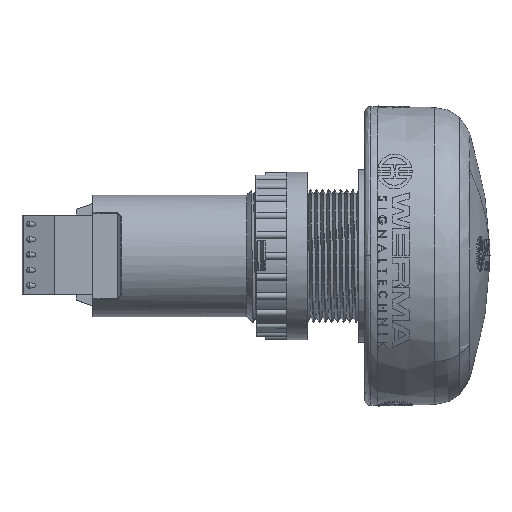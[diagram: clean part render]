
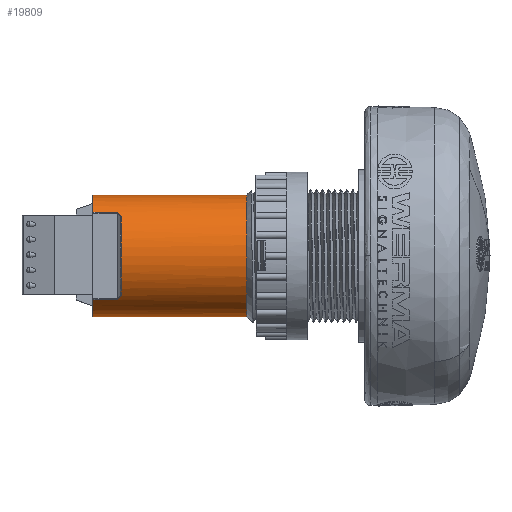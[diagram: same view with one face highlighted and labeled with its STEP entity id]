
A CAD part, top view. The second image highlights one B-rep face of the part: STEP entity #19809.
In plain terms, the highlighted cylindrical face has radius 10.1 mm (diameter 20.2 mm), a partial arc.
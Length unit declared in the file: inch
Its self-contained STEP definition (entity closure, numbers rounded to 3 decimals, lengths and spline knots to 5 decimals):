
#1898 = DIRECTION ( 'NONE',  ( 0., 1., 0. ) ) ;
#2184 = CARTESIAN_POINT ( 'NONE',  ( -0.74311, -0.25876, 0.30193 ) ) ;
#2453 = CARTESIAN_POINT ( 'NONE',  ( -0.42618, 0.28515, 0.27714 ) ) ;
#3928 = CARTESIAN_POINT ( 'NONE',  ( -0.7588, -0.27661, 0.28592 ) ) ;
#4037 = EDGE_CURVE ( 'NONE', #49289, #46488, #26102, .T. ) ;
#4195 = DIRECTION ( 'NONE',  ( 0., 1., 0. ) ) ;
#4925 = CARTESIAN_POINT ( 'NONE',  ( -0.92815, 0., 0. ) ) ;
#5940 = LINE ( 'NONE', #51268, #34608 ) ;
#6059 = CARTESIAN_POINT ( 'NONE',  ( -0.92815, 0., 0. ) ) ;
#6797 = CARTESIAN_POINT ( 'NONE',  ( -0.74311, 0., 0.39764 ) ) ;
#6983 = DIRECTION ( 'NONE',  ( 1., 0., 0. ) ) ;
#7414 = VERTEX_POINT ( 'NONE', #12105 ) ;
#7654 = CARTESIAN_POINT ( 'NONE',  ( 0.07579, 0., 0. ) ) ;
#8872 = VERTEX_POINT ( 'NONE', #2184 ) ;
#10196 = CARTESIAN_POINT ( 'NONE',  ( -0.7588, 0.27661, 0.28592 ) ) ;
#10731 = EDGE_CURVE ( 'NONE', #33979, #8872, #26442, .T. ) ;
#10809 = EDGE_CURVE ( 'NONE', #8872, #26996, #28188, .T. ) ;
#10906 = ORIENTED_EDGE ( 'NONE', *, *, #4037, .F. ) ;
#10913 = EDGE_CURVE ( 'NONE', #45119, #33979, #55681, .T. ) ;
#11215 = CARTESIAN_POINT ( 'NONE',  ( -0.76741, 0.28515, 0.27714 ) ) ;
#11706 = EDGE_LOOP ( 'NONE', ( #53014, #53084, #37523, #10906, #22538, #38932, #56298, #21765, #13642, #16877, #39348 ) ) ;
#12105 = CARTESIAN_POINT ( 'NONE',  ( 0.07579, -0.39764, 0. ) ) ;
#12677 = CARTESIAN_POINT ( 'NONE',  ( -0.74311, 0., 0. ) ) ;
#13135 = VERTEX_POINT ( 'NONE', #31255 ) ;
#13234 = CARTESIAN_POINT ( 'NONE',  ( -0.74311, 0.25876, 0.30193 ) ) ;
#13642 = ORIENTED_EDGE ( 'NONE', *, *, #10731, .T. ) ;
#15146 = CARTESIAN_POINT ( 'NONE',  ( -0.7507, 0.26779, 0.29419 ) ) ;
#16444 = DIRECTION ( 'NONE',  ( 1., 0., 0. ) ) ;
#16877 = ORIENTED_EDGE ( 'NONE', *, *, #10809, .T. ) ;
#16998 = EDGE_CURVE ( 'NONE', #47300, #13135, #39741, .T. ) ;
#17033 = DIRECTION ( 'NONE',  ( 0., 1., 0. ) ) ;
#17598 = DIRECTION ( 'NONE',  ( 1., 0., 0. ) ) ;
#18984 = CARTESIAN_POINT ( 'NONE',  ( -0.76741, 0.28515, 0.27714 ) ) ;
#19771 = DIRECTION ( 'NONE',  ( 1., 0., 0. ) ) ;
#19809 = ADVANCED_FACE ( 'NONE', ( #49672 ), #39489, .T. ) ;
#20600 = AXIS2_PLACEMENT_3D ( 'NONE', #7654, #55581, #29568 ) ;
#21131 = CARTESIAN_POINT ( 'NONE',  ( -0.42618, 0., 0. ) ) ;
#21245 = CARTESIAN_POINT ( 'NONE',  ( -0.74311, -0.25876, 0.30193 ) ) ;
#21571 = CARTESIAN_POINT ( 'NONE',  ( -0.76741, -0.28515, 0.27714 ) ) ;
#21765 = ORIENTED_EDGE ( 'NONE', *, *, #10913, .T. ) ;
#22538 = ORIENTED_EDGE ( 'NONE', *, *, #55047, .T. ) ;
#22569 = AXIS2_PLACEMENT_3D ( 'NONE', #6059, #27983, #1898 ) ;
#22941 = VERTEX_POINT ( 'NONE', #11215 ) ;
#23656 = CARTESIAN_POINT ( 'NONE',  ( -0.92815, 0.39764, 0. ) ) ;
#23921 = DIRECTION ( 'NONE',  ( 0., 1., 0. ) ) ;
#25004 = CARTESIAN_POINT ( 'NONE',  ( -0.42618, 0.39764, 0. ) ) ;
#25044 = CARTESIAN_POINT ( 'NONE',  ( -0.42618, -0.39764, 0. ) ) ;
#26102 = LINE ( 'NONE', #25004, #47175 ) ;
#26442 = CIRCLE ( 'NONE', #48736, 0.39764 ) ;
#26511 = CARTESIAN_POINT ( 'NONE',  ( 0.07579, 0.39764, 0. ) ) ;
#26996 = VERTEX_POINT ( 'NONE', #21571 ) ;
#27983 = DIRECTION ( 'NONE',  ( 1., 0., 0. ) ) ;
#28188 = B_SPLINE_CURVE_WITH_KNOTS ( 'NONE', 3,
 ( #21245, #41640, #3928, #38398 ),
 .UNSPECIFIED., .F., .F.,
 ( 4, 4 ),
 ( 0., 1. ),
 .UNSPECIFIED. ) ;
#29568 = DIRECTION ( 'NONE',  ( 0., 1., 0. ) ) ;
#31255 = CARTESIAN_POINT ( 'NONE',  ( -0.92815, -0.39764, 0. ) ) ;
#32517 = CARTESIAN_POINT ( 'NONE',  ( -0.74311, 0., 0. ) ) ;
#33377 = LINE ( 'NONE', #25044, #47619 ) ;
#33979 = VERTEX_POINT ( 'NONE', #6797 ) ;
#34608 = VECTOR ( 'NONE', #39291, 39.37008 ) ;
#35860 = VECTOR ( 'NONE', #19771, 39.37008 ) ;
#36886 = DIRECTION ( 'NONE',  ( 1., 0., 0. ) ) ;
#37404 = CIRCLE ( 'NONE', #20600, 0.39764 ) ;
#37523 = ORIENTED_EDGE ( 'NONE', *, *, #50438, .T. ) ;
#38398 = CARTESIAN_POINT ( 'NONE',  ( -0.76741, -0.28515, 0.27714 ) ) ;
#38932 = ORIENTED_EDGE ( 'NONE', *, *, #47326, .T. ) ;
#39205 = DIRECTION ( 'NONE',  ( 0., 1., 0. ) ) ;
#39291 = DIRECTION ( 'NONE',  ( -1., 0., 0. ) ) ;
#39348 = ORIENTED_EDGE ( 'NONE', *, *, #39377, .T. ) ;
#39377 = EDGE_CURVE ( 'NONE', #26996, #47300, #5940, .T. ) ;
#39489 = CYLINDRICAL_SURFACE ( 'NONE', #46723, 0.39764 ) ;
#39593 = DIRECTION ( 'NONE',  ( 1., 0., 0. ) ) ;
#39741 = CIRCLE ( 'NONE', #22569, 0.39764 ) ;
#41640 = CARTESIAN_POINT ( 'NONE',  ( -0.7507, -0.26779, 0.29419 ) ) ;
#41989 = LINE ( 'NONE', #2453, #35860 ) ;
#44100 = AXIS2_PLACEMENT_3D ( 'NONE', #4925, #39593, #39205 ) ;
#44135 = VERTEX_POINT ( 'NONE', #45640 ) ;
#45119 = VERTEX_POINT ( 'NONE', #13234 ) ;
#45632 = CARTESIAN_POINT ( 'NONE',  ( -0.74311, 0.25876, 0.30193 ) ) ;
#45640 = CARTESIAN_POINT ( 'NONE',  ( -0.92815, 0.28515, 0.27714 ) ) ;
#46392 = B_SPLINE_CURVE_WITH_KNOTS ( 'NONE', 3,
 ( #18984, #10196, #15146, #45632 ),
 .UNSPECIFIED., .F., .F.,
 ( 4, 4 ),
 ( 0., 1. ),
 .UNSPECIFIED. ) ;
#46488 = VERTEX_POINT ( 'NONE', #26511 ) ;
#46723 = AXIS2_PLACEMENT_3D ( 'NONE', #21131, #46990, #4195 ) ;
#46990 = DIRECTION ( 'NONE',  ( 1., 0., 0. ) ) ;
#47175 = VECTOR ( 'NONE', #16444, 39.37008 ) ;
#47300 = VERTEX_POINT ( 'NONE', #50746 ) ;
#47326 = EDGE_CURVE ( 'NONE', #44135, #22941, #41989, .T. ) ;
#47619 = VECTOR ( 'NONE', #6983, 39.37008 ) ;
#48736 = AXIS2_PLACEMENT_3D ( 'NONE', #32517, #36886, #23921 ) ;
#48745 = EDGE_CURVE ( 'NONE', #22941, #45119, #46392, .T. ) ;
#49289 = VERTEX_POINT ( 'NONE', #23656 ) ;
#49672 = FACE_OUTER_BOUND ( 'NONE', #11706, .T. ) ;
#49854 = EDGE_CURVE ( 'NONE', #13135, #7414, #33377, .T. ) ;
#50438 = EDGE_CURVE ( 'NONE', #7414, #46488, #37404, .T. ) ;
#50746 = CARTESIAN_POINT ( 'NONE',  ( -0.92815, -0.28515, 0.27714 ) ) ;
#51268 = CARTESIAN_POINT ( 'NONE',  ( -0.42618, -0.28515, 0.27714 ) ) ;
#51671 = AXIS2_PLACEMENT_3D ( 'NONE', #12677, #17598, #17033 ) ;
#53014 = ORIENTED_EDGE ( 'NONE', *, *, #16998, .T. ) ;
#53084 = ORIENTED_EDGE ( 'NONE', *, *, #49854, .T. ) ;
#54759 = CIRCLE ( 'NONE', #44100, 0.39764 ) ;
#55047 = EDGE_CURVE ( 'NONE', #49289, #44135, #54759, .T. ) ;
#55581 = DIRECTION ( 'NONE',  ( -1., 0., 0. ) ) ;
#55681 = CIRCLE ( 'NONE', #51671, 0.39764 ) ;
#56298 = ORIENTED_EDGE ( 'NONE', *, *, #48745, .T. ) ;
